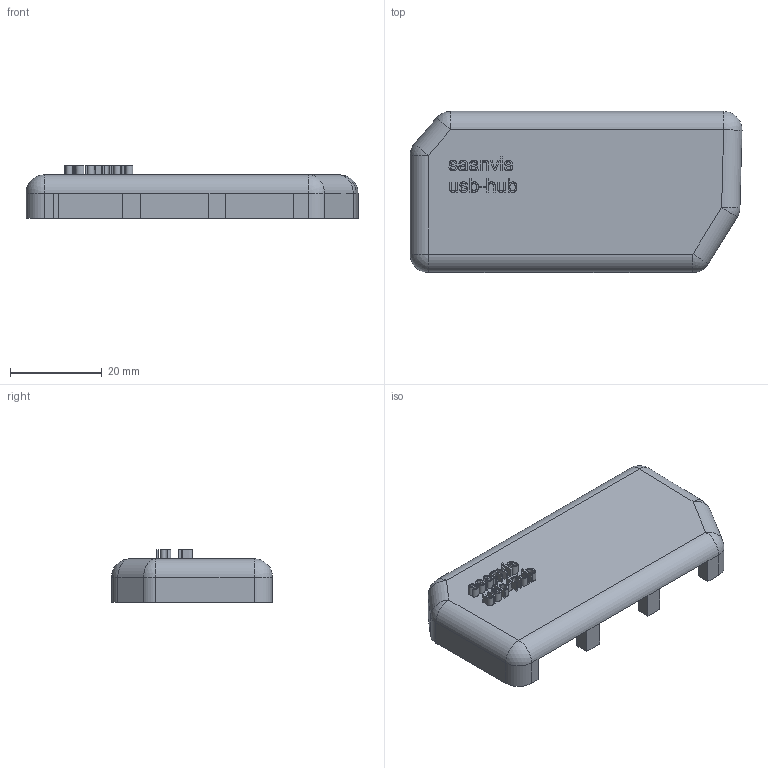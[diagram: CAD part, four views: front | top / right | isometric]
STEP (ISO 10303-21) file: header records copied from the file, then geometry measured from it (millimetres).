
FILE_DESCRIPTION(/* description */ (''),/* implementation_level */ '2;1');
FILE_NAME(/* name */ 'top case v1.step',/* time_stamp */ '2025-08-04T22:39:50-07:00',/* author */ (''),/* organization */ (''),/* preprocessor_version */ 'ST-DEVELOPER v20.1',/* originating_system */ 'Autodesk Translation Framework v14.10.0.0',/* authorisation */ '');
FILE_SCHEMA (('AUTOMOTIVE_DESIGN { 1 0 10303 214 3 1 1 }'));
Length unit declared in the file: millimetre
Products named in the file (1): top case
Bounding box: 72.48 x 35.16 x 11.5 mm (x, y, z)
Volume: 11368.2 mm3; surface area: 7399.8 mm2
Topology: 1 solids, 1 shells, 153 faces, 372 edges, 240 vertices
Faces by surface type: plane 105, bspline 30, cylinder 12, sphere 6
Entity records: 5479 total; most frequent: CARTESIAN_POINT 2044, ORIENTED_EDGE 744, DIRECTION 584, EDGE_CURVE 372, LINE 288, VECTOR 288, VERTEX_POINT 240, EDGE_LOOP 172
